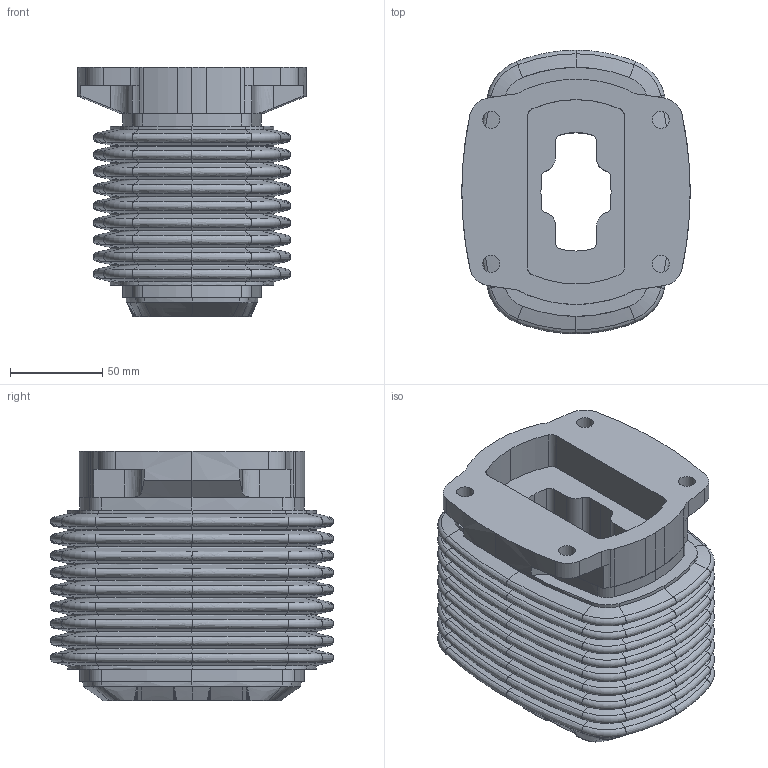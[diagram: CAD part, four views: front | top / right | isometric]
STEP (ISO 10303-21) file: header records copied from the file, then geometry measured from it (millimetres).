
FILE_DESCRIPTION (( 'STEP AP214' ), '1' );
FILE_NAME ('TK060.705_REV4.STEP', '2024-09-03T17:04:42', ( '' ), ( '' ), 'SwSTEP 2.0', 'SolidWorks 2023', '' );
FILE_SCHEMA (( 'AUTOMOTIVE_DESIGN' ));
Products named in the file (1): TK060.705_REV4
Bounding box: 123.84 x 153.65 x 135.58 mm (x, y, z)
Volume: 1261197.2 mm3; surface area: 158445.9 mm2
Topology: 1 solids, 1 shells, 785 faces, 1834 edges, 1064 vertices
Faces by surface type: bspline 492, cylinder 76, cone 76, torus 68, plane 61, sphere 12
Full cylindrical faces by diameter (mm): 5 x4, 9.2 x4
Entity records: 123368 total; most frequent: CARTESIAN_POINT 109565, ORIENTED_EDGE 3652, EDGE_CURVE 1826, DIRECTION 1451, B_SPLINE_CURVE_WITH_KNOTS 1227, VERTEX_POINT 1064, EDGE_LOOP 816, FACE_OUTER_BOUND 793
